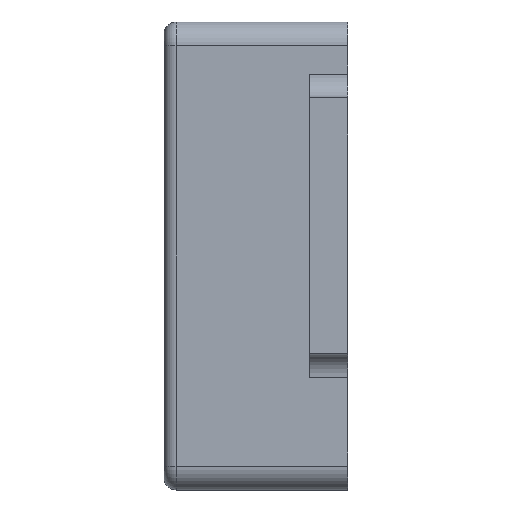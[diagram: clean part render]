
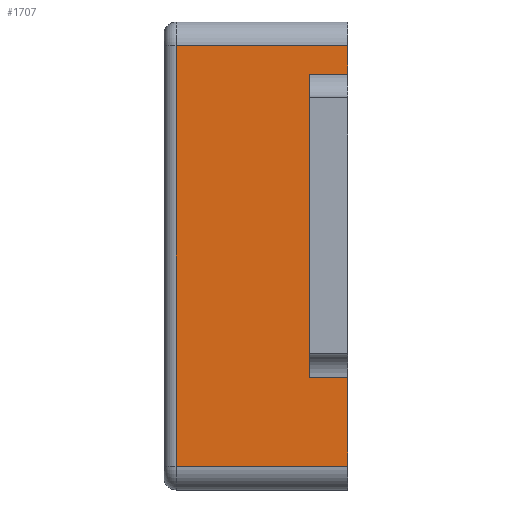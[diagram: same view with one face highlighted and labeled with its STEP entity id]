
A CAD part, left-side view. The second image highlights one B-rep face of the part: STEP entity #1707.
In plain terms, the highlighted planar face has unit normal (-1, 0, 0).
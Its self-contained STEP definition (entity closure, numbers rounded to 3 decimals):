
#72 = DIRECTION ( 'NONE',  ( 0., -1., 0. ) ) ;
#76 = LINE ( 'NONE', #847, #770 ) ;
#113 = VECTOR ( 'NONE', #766, 1000. ) ;
#131 = CARTESIAN_POINT ( 'NONE',  ( -13.15, 0., 7.62 ) ) ;
#134 = PLANE ( 'NONE',  #562 ) ;
#145 = CARTESIAN_POINT ( 'NONE',  ( -13.15, 1.6, 8.8 ) ) ;
#184 = DIRECTION ( 'NONE',  ( 0., 0., 1. ) ) ;
#191 = CARTESIAN_POINT ( 'NONE',  ( -13.15, 1.6, 7.62 ) ) ;
#210 = DIRECTION ( 'NONE',  ( 0., 0., 1. ) ) ;
#241 = ORIENTED_EDGE ( 'NONE', *, *, #587, .T. ) ;
#257 = CARTESIAN_POINT ( 'NONE',  ( -13.15, 7.2, 8.8 ) ) ;
#277 = ORIENTED_EDGE ( 'NONE', *, *, #542, .T. ) ;
#320 = VERTEX_POINT ( 'NONE', #759 ) ;
#346 = LINE ( 'NONE', #983, #978 ) ;
#350 = LINE ( 'NONE', #647, #631 ) ;
#359 = ORIENTED_EDGE ( 'NONE', *, *, #1349, .T. ) ;
#364 = CARTESIAN_POINT ( 'NONE',  ( -13.15, 1.6, -5.08 ) ) ;
#405 = EDGE_LOOP ( 'NONE', ( #1029, #241, #1728, #359, #1983, #747, #1695, #277 ) ) ;
#534 = CARTESIAN_POINT ( 'NONE',  ( -13.15, 7.2, -8.8 ) ) ;
#542 = EDGE_CURVE ( 'NONE', #1789, #320, #1257, .T. ) ;
#562 = AXIS2_PLACEMENT_3D ( 'NONE', #1428, #629, #1588 ) ;
#564 = VECTOR ( 'NONE', #683, 1000. ) ;
#576 = LINE ( 'NONE', #131, #1101 ) ;
#587 = EDGE_CURVE ( 'NONE', #1654, #2015, #346, .T. ) ;
#629 = DIRECTION ( 'NONE',  ( 1., 0., 0. ) ) ;
#631 = VECTOR ( 'NONE', #1292, 1000. ) ;
#632 = CARTESIAN_POINT ( 'NONE',  ( -13.15, 0., 6.62 ) ) ;
#636 = VERTEX_POINT ( 'NONE', #364 ) ;
#644 = VERTEX_POINT ( 'NONE', #1470 ) ;
#647 = CARTESIAN_POINT ( 'NONE',  ( -13.15, 0., -4.08 ) ) ;
#663 = VECTOR ( 'NONE', #72, 1000. ) ;
#683 = DIRECTION ( 'NONE',  ( 0., 1., 0. ) ) ;
#747 = ORIENTED_EDGE ( 'NONE', *, *, #1578, .T. ) ;
#759 = CARTESIAN_POINT ( 'NONE',  ( -13.15, 0., 8.8 ) ) ;
#766 = DIRECTION ( 'NONE',  ( 0., 1., 0. ) ) ;
#770 = VECTOR ( 'NONE', #210, 1000. ) ;
#823 = CARTESIAN_POINT ( 'NONE',  ( -13.15, 1.6, -5.08 ) ) ;
#847 = CARTESIAN_POINT ( 'NONE',  ( -13.15, 1.6, -9.8 ) ) ;
#850 = EDGE_CURVE ( 'NONE', #320, #1654, #1263, .T. ) ;
#978 = VECTOR ( 'NONE', #1945, 1000. ) ;
#983 = CARTESIAN_POINT ( 'NONE',  ( -13.15, 7.2, -8.8 ) ) ;
#1006 = CARTESIAN_POINT ( 'NONE',  ( -13.15, 1.6, -8.8 ) ) ;
#1028 = FACE_OUTER_BOUND ( 'NONE', #405, .T. ) ;
#1029 = ORIENTED_EDGE ( 'NONE', *, *, #850, .T. ) ;
#1038 = EDGE_CURVE ( 'NONE', #644, #636, #1941, .T. ) ;
#1101 = VECTOR ( 'NONE', #1545, 1000. ) ;
#1155 = EDGE_CURVE ( 'NONE', #2015, #1181, #1187, .T. ) ;
#1181 = VERTEX_POINT ( 'NONE', #1222 ) ;
#1187 = LINE ( 'NONE', #1006, #663 ) ;
#1222 = CARTESIAN_POINT ( 'NONE',  ( -13.15, 0., -8.8 ) ) ;
#1235 = EDGE_CURVE ( 'NONE', #1896, #1789, #576, .T. ) ;
#1255 = CARTESIAN_POINT ( 'NONE',  ( -13.15, 0., 7.62 ) ) ;
#1257 = LINE ( 'NONE', #632, #1345 ) ;
#1263 = LINE ( 'NONE', #145, #113 ) ;
#1292 = DIRECTION ( 'NONE',  ( 0., 0., 1. ) ) ;
#1345 = VECTOR ( 'NONE', #184, 1000. ) ;
#1349 = EDGE_CURVE ( 'NONE', #1181, #644, #350, .T. ) ;
#1428 = CARTESIAN_POINT ( 'NONE',  ( -13.15, 1.6, 6.62 ) ) ;
#1470 = CARTESIAN_POINT ( 'NONE',  ( -13.15, 0., -5.08 ) ) ;
#1545 = DIRECTION ( 'NONE',  ( 0., -1., 0. ) ) ;
#1578 = EDGE_CURVE ( 'NONE', #636, #1896, #76, .T. ) ;
#1588 = DIRECTION ( 'NONE',  ( 0., 0., -1. ) ) ;
#1654 = VERTEX_POINT ( 'NONE', #257 ) ;
#1695 = ORIENTED_EDGE ( 'NONE', *, *, #1235, .T. ) ;
#1707 = ADVANCED_FACE ( 'NONE', ( #1028 ), #134, .F. ) ;
#1728 = ORIENTED_EDGE ( 'NONE', *, *, #1155, .T. ) ;
#1789 = VERTEX_POINT ( 'NONE', #1255 ) ;
#1896 = VERTEX_POINT ( 'NONE', #191 ) ;
#1941 = LINE ( 'NONE', #823, #564 ) ;
#1945 = DIRECTION ( 'NONE',  ( 0., 0., -1. ) ) ;
#1983 = ORIENTED_EDGE ( 'NONE', *, *, #1038, .T. ) ;
#2015 = VERTEX_POINT ( 'NONE', #534 ) ;
